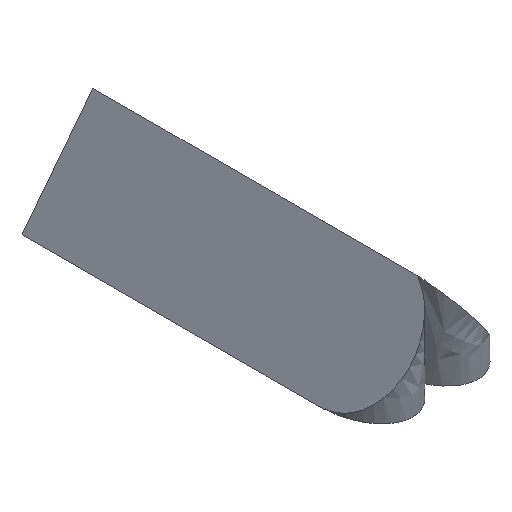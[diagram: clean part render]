
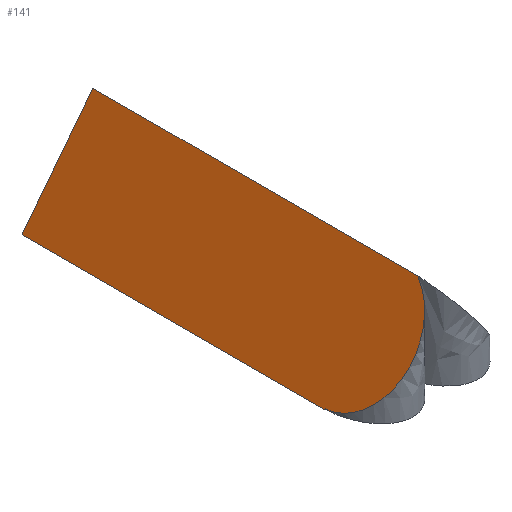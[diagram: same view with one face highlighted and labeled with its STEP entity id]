
A CAD part, isometric view. The second image highlights one B-rep face of the part: STEP entity #141.
In plain terms, the highlighted planar face has unit normal (-0.791, 0, 0.611).
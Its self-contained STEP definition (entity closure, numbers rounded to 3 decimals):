
#22=FACE_OUTER_BOUND('',#30,.T.);
#30=EDGE_LOOP('',(#103,#104,#105,#106,#107,#108));
#38=ELLIPSE('',#166,13.302,11.5);
#39=ELLIPSE('',#167,13.302,11.5);
#45=LINE('',#227,#58);
#46=LINE('',#233,#59);
#47=LINE('',#235,#60);
#48=LINE('',#237,#61);
#58=VECTOR('',#184,10.);
#59=VECTOR('',#191,10.);
#60=VECTOR('',#192,10.);
#61=VECTOR('',#193,10.);
#71=VERTEX_POINT('',#224);
#72=VERTEX_POINT('',#226);
#73=VERTEX_POINT('',#230);
#74=VERTEX_POINT('',#232);
#75=VERTEX_POINT('',#234);
#76=VERTEX_POINT('',#236);
#83=EDGE_CURVE('',#72,#71,#45,.T.);
#85=EDGE_CURVE('',#72,#73,#38,.T.);
#86=EDGE_CURVE('',#74,#71,#46,.T.);
#87=EDGE_CURVE('',#74,#75,#47,.T.);
#88=EDGE_CURVE('',#76,#75,#48,.T.);
#89=EDGE_CURVE('',#73,#76,#39,.T.);
#103=ORIENTED_EDGE('',*,*,#85,.F.);
#104=ORIENTED_EDGE('',*,*,#83,.T.);
#105=ORIENTED_EDGE('',*,*,#86,.F.);
#106=ORIENTED_EDGE('',*,*,#87,.T.);
#107=ORIENTED_EDGE('',*,*,#88,.F.);
#108=ORIENTED_EDGE('',*,*,#89,.F.);
#135=PLANE('',#165);
#141=ADVANCED_FACE('',(#22),#135,.F.);
#165=AXIS2_PLACEMENT_3D('',#229,#187,#188);
#166=AXIS2_PLACEMENT_3D('',#231,#189,#190);
#167=AXIS2_PLACEMENT_3D('',#238,#194,#195);
#184=DIRECTION('',(0.,1.,0.));
#187=DIRECTION('center_axis',(0.791,0.,-0.611));
#188=DIRECTION('ref_axis',(0.611,0.,0.791));
#189=DIRECTION('center_axis',(0.791,0.,-0.611));
#190=DIRECTION('ref_axis',(0.611,0.,0.791));
#191=DIRECTION('',(0.611,0.,0.791));
#192=DIRECTION('',(0.,-1.,0.));
#193=DIRECTION('',(-0.611,0.,-0.791));
#194=DIRECTION('center_axis',(0.791,0.,-0.611));
#195=DIRECTION('ref_axis',(-0.611,0.,-0.791));
#224=CARTESIAN_POINT('',(25.269,44.586,28.867));
#226=CARTESIAN_POINT('',(25.269,-26.758,28.867));
#227=CARTESIAN_POINT('',(25.269,25.315,28.867));
#229=CARTESIAN_POINT('Origin',(9.819,44.586,8.867));
#230=CARTESIAN_POINT('',(25.172,-26.513,28.741));
#231=CARTESIAN_POINT('Origin',(32.308,-21.,37.979));
#232=CARTESIAN_POINT('',(9.819,44.586,8.867));
#233=CARTESIAN_POINT('',(15.593,44.586,16.342));
#234=CARTESIAN_POINT('',(9.819,-21.518,8.867));
#235=CARTESIAN_POINT('',(9.819,44.586,8.867));
#236=CARTESIAN_POINT('',(9.912,-21.518,8.987));
#237=CARTESIAN_POINT('',(9.819,-21.518,8.867));
#238=CARTESIAN_POINT('Origin',(18.035,-21.,19.503));
